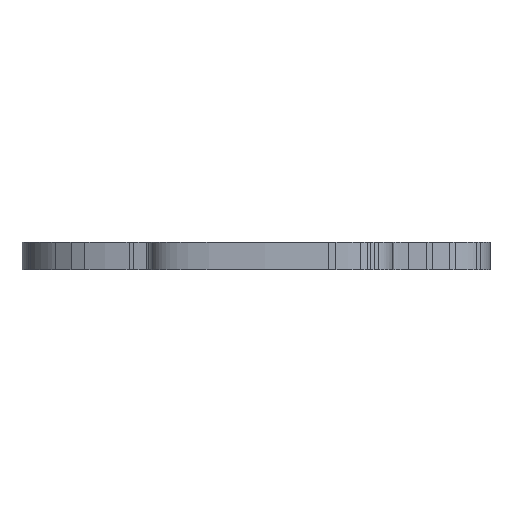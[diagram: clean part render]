
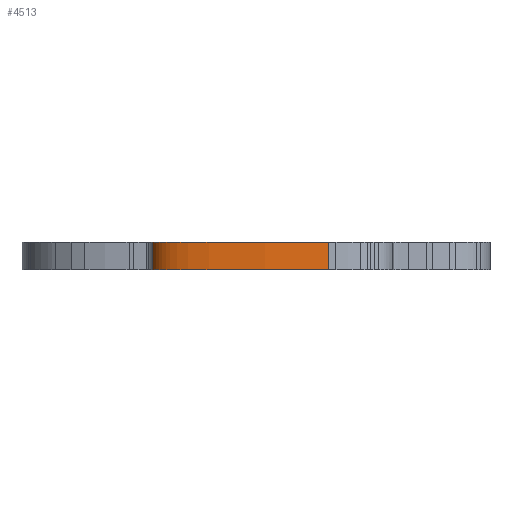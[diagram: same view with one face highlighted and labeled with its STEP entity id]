
A CAD part, left-side view. The second image highlights one B-rep face of the part: STEP entity #4513.
In plain terms, the highlighted free-form (B-spline) face has degree [5, 1] with [20, 2] control points.
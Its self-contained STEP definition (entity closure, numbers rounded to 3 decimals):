
#58=(
BOUNDED_CURVE()
B_SPLINE_CURVE(5,(#9926,#9927,#9928,#9929,#9930,#9931,#9932,#9933,#9934,
#9935,#9936,#9937,#9938,#9939,#9940,#9941,#9942,#9943,#9944,#9945),
 .UNSPECIFIED.,.F.,.F.)
B_SPLINE_CURVE_WITH_KNOTS((6,1,1,1,1,1,1,1,1,1,1,1,1,1,1,6),(0.,0.067,
0.133,0.2,0.267,0.333,0.4,0.467,
0.533,0.6,0.667,0.733,0.8,0.867,
0.933,1.),.UNSPECIFIED.)
CURVE()
GEOMETRIC_REPRESENTATION_ITEM()
RATIONAL_B_SPLINE_CURVE((1.,1.,1.,1.,1.,1.,1.,1.,1.,1.,1.,1.,1.,1.,1.,1.,
1.,1.,1.,1.))
REPRESENTATION_ITEM('')
);
#157=(
BOUNDED_CURVE()
B_SPLINE_CURVE(5,(#11041,#11042,#11043,#11044,#11045,#11046,#11047,#11048,
#11049,#11050,#11051,#11052,#11053,#11054,#11055,#11056,#11057,#11058,#11059,
#11060),.UNSPECIFIED.,.F.,.F.)
B_SPLINE_CURVE_WITH_KNOTS((6,1,1,1,1,1,1,1,1,1,1,1,1,1,1,6),(0.,0.067,
0.133,0.2,0.267,0.333,0.4,0.467,
0.533,0.6,0.667,0.733,0.8,0.867,
0.933,1.),.UNSPECIFIED.)
CURVE()
GEOMETRIC_REPRESENTATION_ITEM()
RATIONAL_B_SPLINE_CURVE((1.,1.,1.,1.,1.,1.,1.,1.,1.,1.,1.,1.,1.,1.,1.,1.,
1.,1.,1.,1.))
REPRESENTATION_ITEM('')
);
#249=(
BOUNDED_SURFACE()
B_SPLINE_SURFACE(5,1,((#11000,#11001),(#11002,#11003),(#11004,#11005),(#11006,
#11007),(#11008,#11009),(#11010,#11011),(#11012,#11013),(#11014,#11015),
(#11016,#11017),(#11018,#11019),(#11020,#11021),(#11022,#11023),(#11024,
#11025),(#11026,#11027),(#11028,#11029),(#11030,#11031),(#11032,#11033),
(#11034,#11035),(#11036,#11037),(#11038,#11039)),.UNSPECIFIED.,.F.,.F.,
 .F.)
B_SPLINE_SURFACE_WITH_KNOTS((6,1,1,1,1,1,1,1,1,1,1,1,1,1,1,6),(2,2),(0.,
0.067,0.133,0.2,0.267,0.333,
0.4,0.467,0.533,0.6,0.667,0.733,
0.8,0.867,0.933,1.),(0.,0.8),.UNSPECIFIED.)
GEOMETRIC_REPRESENTATION_ITEM()
RATIONAL_B_SPLINE_SURFACE(((1.,1.),(1.,1.),(1.,1.),(1.,1.),(1.,1.),(1.,
1.),(1.,1.),(1.,1.),(1.,1.),(1.,1.),(1.,1.),(1.,1.),(1.,1.),(1.,1.),(1.,
1.),(1.,1.),(1.,1.),(1.,1.),(1.,1.),(1.,1.)))
REPRESENTATION_ITEM('')
SURFACE()
);
#830=FACE_OUTER_BOUND('',#1084,.T.);
#1084=EDGE_LOOP('',(#3981,#3982,#3983,#3984));
#1382=LINE('',#10999,#1676);
#1383=LINE('',#11061,#1677);
#1676=VECTOR('',#4929,10.);
#1677=VECTOR('',#4930,10.);
#2027=VERTEX_POINT('',#9914);
#2028=VERTEX_POINT('',#9925);
#2142=VERTEX_POINT('',#10994);
#2143=VERTEX_POINT('',#11040);
#2622=EDGE_CURVE('',#2027,#2028,#58,.T.);
#2794=EDGE_CURVE('',#2142,#2028,#1382,.T.);
#2795=EDGE_CURVE('',#2143,#2142,#157,.T.);
#2796=EDGE_CURVE('',#2143,#2027,#1383,.T.);
#3981=ORIENTED_EDGE('',*,*,#2795,.T.);
#3982=ORIENTED_EDGE('',*,*,#2794,.T.);
#3983=ORIENTED_EDGE('',*,*,#2622,.F.);
#3984=ORIENTED_EDGE('',*,*,#2796,.F.);
#4513=ADVANCED_FACE('',(#830),#249,.T.);
#4929=DIRECTION('',(0.,0.,1.));
#4930=DIRECTION('',(0.,0.,1.));
#9914=CARTESIAN_POINT('',(-58.357,8.043,8.));
#9925=CARTESIAN_POINT('',(-67.53,-42.929,8.));
#9926=CARTESIAN_POINT('Ctrl Pts',(-58.357,8.043,8.));
#9927=CARTESIAN_POINT('Ctrl Pts',(-58.747,7.92,8.));
#9928=CARTESIAN_POINT('Ctrl Pts',(-59.505,7.626,8.));
#9929=CARTESIAN_POINT('Ctrl Pts',(-60.581,7.039,8.));
#9930=CARTESIAN_POINT('Ctrl Pts',(-61.888,5.967,8.));
#9931=CARTESIAN_POINT('Ctrl Pts',(-63.31,4.135,8.));
#9932=CARTESIAN_POINT('Ctrl Pts',(-64.518,1.814,8.));
#9933=CARTESIAN_POINT('Ctrl Pts',(-65.517,-0.968,
8.));
#9934=CARTESIAN_POINT('Ctrl Pts',(-66.323,-4.162,8.));
#9935=CARTESIAN_POINT('Ctrl Pts',(-66.951,-7.71,8.));
#9936=CARTESIAN_POINT('Ctrl Pts',(-67.421,-11.549,8.));
#9937=CARTESIAN_POINT('Ctrl Pts',(-67.751,-15.618,8.));
#9938=CARTESIAN_POINT('Ctrl Pts',(-67.958,-19.87,8.));
#9939=CARTESIAN_POINT('Ctrl Pts',(-68.056,-24.267,8.));
#9940=CARTESIAN_POINT('Ctrl Pts',(-68.057,-28.784,8.));
#9941=CARTESIAN_POINT('Ctrl Pts',(-67.97,-33.402,8.));
#9942=CARTESIAN_POINT('Ctrl Pts',(-67.834,-37.17,8.));
#9943=CARTESIAN_POINT('Ctrl Pts',(-67.696,-40.034,8.));
#9944=CARTESIAN_POINT('Ctrl Pts',(-67.588,-41.961,8.));
#9945=CARTESIAN_POINT('Ctrl Pts',(-67.53,-42.929,8.));
#10994=CARTESIAN_POINT('',(-67.53,-42.929,0.));
#10999=CARTESIAN_POINT('',(-67.53,-42.929,0.));
#11000=CARTESIAN_POINT('Ctrl Pts',(-58.357,8.043,0.));
#11001=CARTESIAN_POINT('Ctrl Pts',(-58.357,8.043,8.));
#11002=CARTESIAN_POINT('Ctrl Pts',(-58.747,7.92,0.));
#11003=CARTESIAN_POINT('Ctrl Pts',(-58.747,7.92,8.));
#11004=CARTESIAN_POINT('Ctrl Pts',(-59.505,7.626,0.));
#11005=CARTESIAN_POINT('Ctrl Pts',(-59.505,7.626,8.));
#11006=CARTESIAN_POINT('Ctrl Pts',(-60.581,7.039,0.));
#11007=CARTESIAN_POINT('Ctrl Pts',(-60.581,7.039,8.));
#11008=CARTESIAN_POINT('Ctrl Pts',(-61.888,5.967,0.));
#11009=CARTESIAN_POINT('Ctrl Pts',(-61.888,5.967,8.));
#11010=CARTESIAN_POINT('Ctrl Pts',(-63.31,4.135,0.));
#11011=CARTESIAN_POINT('Ctrl Pts',(-63.31,4.135,8.));
#11012=CARTESIAN_POINT('Ctrl Pts',(-64.518,1.814,0.));
#11013=CARTESIAN_POINT('Ctrl Pts',(-64.518,1.814,8.));
#11014=CARTESIAN_POINT('Ctrl Pts',(-65.517,-0.968,
0.));
#11015=CARTESIAN_POINT('Ctrl Pts',(-65.517,-0.968,
8.));
#11016=CARTESIAN_POINT('Ctrl Pts',(-66.323,-4.162,
0.));
#11017=CARTESIAN_POINT('Ctrl Pts',(-66.323,-4.162,
8.));
#11018=CARTESIAN_POINT('Ctrl Pts',(-66.951,-7.71,0.));
#11019=CARTESIAN_POINT('Ctrl Pts',(-66.951,-7.71,8.));
#11020=CARTESIAN_POINT('Ctrl Pts',(-67.421,-11.549,0.));
#11021=CARTESIAN_POINT('Ctrl Pts',(-67.421,-11.549,8.));
#11022=CARTESIAN_POINT('Ctrl Pts',(-67.751,-15.618,
0.));
#11023=CARTESIAN_POINT('Ctrl Pts',(-67.751,-15.618,
8.));
#11024=CARTESIAN_POINT('Ctrl Pts',(-67.958,-19.87,
0.));
#11025=CARTESIAN_POINT('Ctrl Pts',(-67.958,-19.87,
8.));
#11026=CARTESIAN_POINT('Ctrl Pts',(-68.056,-24.267,
0.));
#11027=CARTESIAN_POINT('Ctrl Pts',(-68.056,-24.267,
8.));
#11028=CARTESIAN_POINT('Ctrl Pts',(-68.057,-28.784,
0.));
#11029=CARTESIAN_POINT('Ctrl Pts',(-68.057,-28.784,
8.));
#11030=CARTESIAN_POINT('Ctrl Pts',(-67.97,-33.402,
0.));
#11031=CARTESIAN_POINT('Ctrl Pts',(-67.97,-33.402,
8.));
#11032=CARTESIAN_POINT('Ctrl Pts',(-67.834,-37.17,0.));
#11033=CARTESIAN_POINT('Ctrl Pts',(-67.834,-37.17,8.));
#11034=CARTESIAN_POINT('Ctrl Pts',(-67.696,-40.034,0.));
#11035=CARTESIAN_POINT('Ctrl Pts',(-67.696,-40.034,8.));
#11036=CARTESIAN_POINT('Ctrl Pts',(-67.588,-41.961,
0.));
#11037=CARTESIAN_POINT('Ctrl Pts',(-67.588,-41.961,
8.));
#11038=CARTESIAN_POINT('Ctrl Pts',(-67.53,-42.929,
0.));
#11039=CARTESIAN_POINT('Ctrl Pts',(-67.53,-42.929,
8.));
#11040=CARTESIAN_POINT('',(-58.357,8.043,0.));
#11041=CARTESIAN_POINT('Ctrl Pts',(-58.357,8.043,0.));
#11042=CARTESIAN_POINT('Ctrl Pts',(-58.747,7.92,0.));
#11043=CARTESIAN_POINT('Ctrl Pts',(-59.505,7.626,0.));
#11044=CARTESIAN_POINT('Ctrl Pts',(-60.581,7.039,0.));
#11045=CARTESIAN_POINT('Ctrl Pts',(-61.888,5.967,0.));
#11046=CARTESIAN_POINT('Ctrl Pts',(-63.31,4.135,0.));
#11047=CARTESIAN_POINT('Ctrl Pts',(-64.518,1.814,0.));
#11048=CARTESIAN_POINT('Ctrl Pts',(-65.517,-0.968,
0.));
#11049=CARTESIAN_POINT('Ctrl Pts',(-66.323,-4.162,
0.));
#11050=CARTESIAN_POINT('Ctrl Pts',(-66.951,-7.71,0.));
#11051=CARTESIAN_POINT('Ctrl Pts',(-67.421,-11.549,0.));
#11052=CARTESIAN_POINT('Ctrl Pts',(-67.751,-15.618,
0.));
#11053=CARTESIAN_POINT('Ctrl Pts',(-67.958,-19.87,
0.));
#11054=CARTESIAN_POINT('Ctrl Pts',(-68.056,-24.267,
0.));
#11055=CARTESIAN_POINT('Ctrl Pts',(-68.057,-28.784,
0.));
#11056=CARTESIAN_POINT('Ctrl Pts',(-67.97,-33.402,
0.));
#11057=CARTESIAN_POINT('Ctrl Pts',(-67.834,-37.17,0.));
#11058=CARTESIAN_POINT('Ctrl Pts',(-67.696,-40.034,0.));
#11059=CARTESIAN_POINT('Ctrl Pts',(-67.588,-41.961,
0.));
#11060=CARTESIAN_POINT('Ctrl Pts',(-67.53,-42.929,
0.));
#11061=CARTESIAN_POINT('',(-58.357,8.043,0.));
